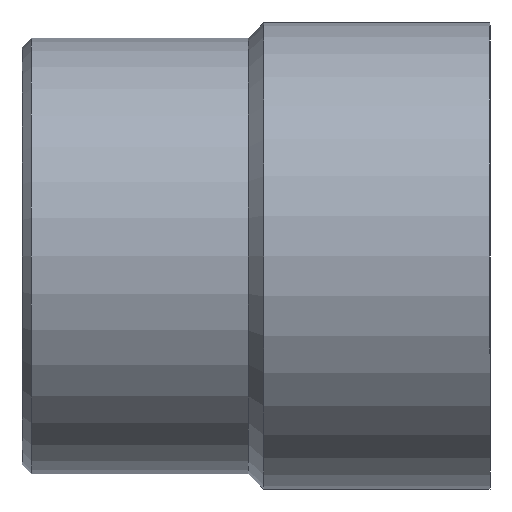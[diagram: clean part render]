
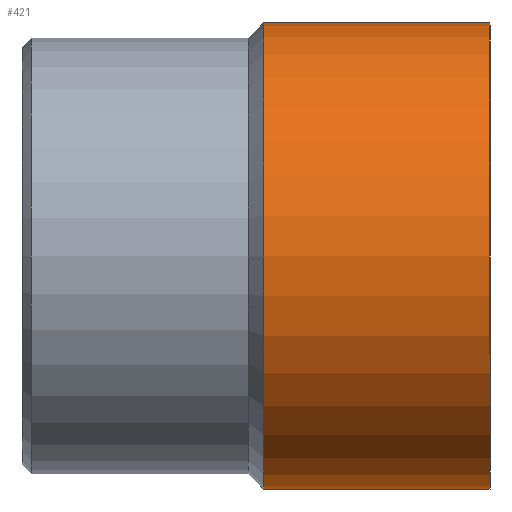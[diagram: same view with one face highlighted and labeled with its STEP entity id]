
A CAD part, left-side view. The second image highlights one B-rep face of the part: STEP entity #421.
In plain terms, the highlighted cylindrical face has radius 25.75 mm (diameter 51.5 mm), a full revolution.
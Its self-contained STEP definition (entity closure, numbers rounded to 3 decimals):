
#245 = CONICAL_SURFACE('',#246,24.05,0.785);
#246 = AXIS2_PLACEMENT_3D('',#247,#248,#249);
#247 = CARTESIAN_POINT('',(0.,26.7,0.)
  );
#248 = DIRECTION('',(0.,-1.,0.));
#249 = DIRECTION('',(1.,0.,0.));
#317 = VERTEX_POINT('',#318);
#318 = CARTESIAN_POINT('',(25.75,25.,0.));
#339 = EDGE_CURVE('',#317,#317,#340,.T.);
#340 = SURFACE_CURVE('',#341,(#346,#353),.PCURVE_S1.);
#341 = CIRCLE('',#342,25.75);
#342 = AXIS2_PLACEMENT_3D('',#343,#344,#345);
#343 = CARTESIAN_POINT('',(0.,25.,0.));
#344 = DIRECTION('',(0.,-1.,0.));
#345 = DIRECTION('',(1.,0.,0.));
#346 = PCURVE('',#245,#347);
#347 = DEFINITIONAL_REPRESENTATION('',(#348),#352);
#348 = LINE('',#349,#350);
#349 = CARTESIAN_POINT('',(0.,1.7));
#350 = VECTOR('',#351,1.);
#351 = DIRECTION('',(1.,0.));
#352 = ( GEOMETRIC_REPRESENTATION_CONTEXT(2) 
PARAMETRIC_REPRESENTATION_CONTEXT() REPRESENTATION_CONTEXT('2D SPACE',''
  ) );
#353 = PCURVE('',#354,#359);
#354 = CYLINDRICAL_SURFACE('',#355,25.75);
#355 = AXIS2_PLACEMENT_3D('',#356,#357,#358);
#356 = CARTESIAN_POINT('',(0.,25.,0.));
#357 = DIRECTION('',(0.,-1.,0.));
#358 = DIRECTION('',(1.,0.,0.));
#359 = DEFINITIONAL_REPRESENTATION('',(#360),#364);
#360 = LINE('',#361,#362);
#361 = CARTESIAN_POINT('',(0.,0.));
#362 = VECTOR('',#363,1.);
#363 = DIRECTION('',(1.,0.));
#364 = ( GEOMETRIC_REPRESENTATION_CONTEXT(2) 
PARAMETRIC_REPRESENTATION_CONTEXT() REPRESENTATION_CONTEXT('2D SPACE',''
  ) );
#421 = ADVANCED_FACE('',(#422),#354,.T.);
#422 = FACE_BOUND('',#423,.T.);
#423 = EDGE_LOOP('',(#424,#425,#448,#475));
#424 = ORIENTED_EDGE('',*,*,#339,.T.);
#425 = ORIENTED_EDGE('',*,*,#426,.T.);
#426 = EDGE_CURVE('',#317,#427,#429,.T.);
#427 = VERTEX_POINT('',#428);
#428 = CARTESIAN_POINT('',(25.75,0.,0.));
#429 = SEAM_CURVE('',#430,(#434,#441),.PCURVE_S1.);
#430 = LINE('',#431,#432);
#431 = CARTESIAN_POINT('',(25.75,25.,0.));
#432 = VECTOR('',#433,1.);
#433 = DIRECTION('',(0.,-1.,0.));
#434 = PCURVE('',#354,#435);
#435 = DEFINITIONAL_REPRESENTATION('',(#436),#440);
#436 = LINE('',#437,#438);
#437 = CARTESIAN_POINT('',(0.,0.));
#438 = VECTOR('',#439,1.);
#439 = DIRECTION('',(0.,1.));
#440 = ( GEOMETRIC_REPRESENTATION_CONTEXT(2) 
PARAMETRIC_REPRESENTATION_CONTEXT() REPRESENTATION_CONTEXT('2D SPACE',''
  ) );
#441 = PCURVE('',#354,#442);
#442 = DEFINITIONAL_REPRESENTATION('',(#443),#447);
#443 = LINE('',#444,#445);
#444 = CARTESIAN_POINT('',(6.283,0.));
#445 = VECTOR('',#446,1.);
#446 = DIRECTION('',(0.,1.));
#447 = ( GEOMETRIC_REPRESENTATION_CONTEXT(2) 
PARAMETRIC_REPRESENTATION_CONTEXT() REPRESENTATION_CONTEXT('2D SPACE',''
  ) );
#448 = ORIENTED_EDGE('',*,*,#449,.F.);
#449 = EDGE_CURVE('',#427,#427,#450,.T.);
#450 = SURFACE_CURVE('',#451,(#456,#463),.PCURVE_S1.);
#451 = CIRCLE('',#452,25.75);
#452 = AXIS2_PLACEMENT_3D('',#453,#454,#455);
#453 = CARTESIAN_POINT('',(0.,0.,
    0.));
#454 = DIRECTION('',(0.,-1.,0.));
#455 = DIRECTION('',(1.,0.,0.));
#456 = PCURVE('',#354,#457);
#457 = DEFINITIONAL_REPRESENTATION('',(#458),#462);
#458 = LINE('',#459,#460);
#459 = CARTESIAN_POINT('',(0.,25.));
#460 = VECTOR('',#461,1.);
#461 = DIRECTION('',(1.,0.));
#462 = ( GEOMETRIC_REPRESENTATION_CONTEXT(2) 
PARAMETRIC_REPRESENTATION_CONTEXT() REPRESENTATION_CONTEXT('2D SPACE',''
  ) );
#463 = PCURVE('',#464,#469);
#464 = PLANE('',#465);
#465 = AXIS2_PLACEMENT_3D('',#466,#467,#468);
#466 = CARTESIAN_POINT('',(0.,0.,
    0.));
#467 = DIRECTION('',(0.,-1.,0.));
#468 = DIRECTION('',(1.,0.,0.));
#469 = DEFINITIONAL_REPRESENTATION('',(#470),#474);
#470 = CIRCLE('',#471,25.75);
#471 = AXIS2_PLACEMENT_2D('',#472,#473);
#472 = CARTESIAN_POINT('',(0.,0.));
#473 = DIRECTION('',(1.,0.));
#474 = ( GEOMETRIC_REPRESENTATION_CONTEXT(2) 
PARAMETRIC_REPRESENTATION_CONTEXT() REPRESENTATION_CONTEXT('2D SPACE',''
  ) );
#475 = ORIENTED_EDGE('',*,*,#426,.F.);
